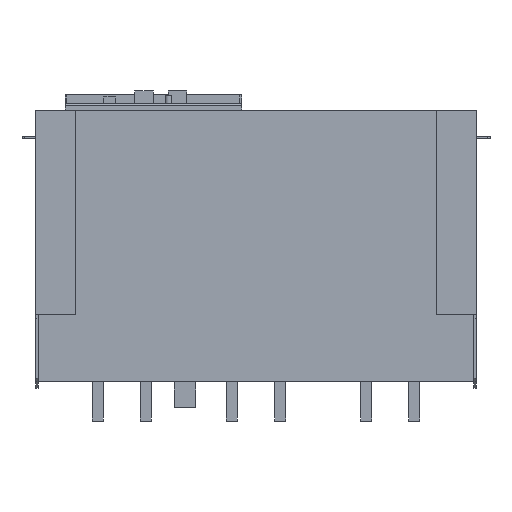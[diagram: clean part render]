
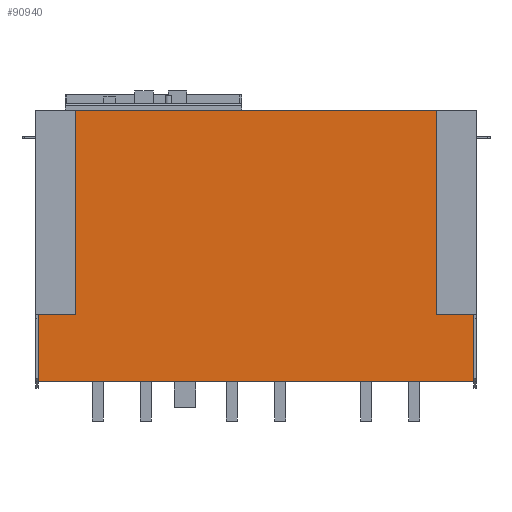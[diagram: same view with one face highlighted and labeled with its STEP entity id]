
A CAD part, front view. The second image highlights one B-rep face of the part: STEP entity #90940.
In plain terms, the highlighted planar face has unit normal (0, -1, 0).
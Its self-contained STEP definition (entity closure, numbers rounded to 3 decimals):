
#89390=CARTESIAN_POINT('',(1932.31,195.666,-375.));
#89400=VERTEX_POINT('',#89390);
#89430=CARTESIAN_POINT('',(1932.31,195.666,0.));
#89440=DIRECTION('',(0.,0.,-1.));
#89450=VECTOR('',#89440,1.);
#89460=LINE('',#89430,#89450);
#89470=CARTESIAN_POINT('',(1932.31,195.666,-9.));
#89480=VERTEX_POINT('',#89470);
#89490=EDGE_CURVE('',#89480,#89400,#89460,.T.);
#90180=CARTESIAN_POINT('',(1344.7,195.666,-9.));
#90190=VERTEX_POINT('',#90180);
#90220=CARTESIAN_POINT('',(1344.7,195.666,0.));
#90230=DIRECTION('',(0.,0.,1.));
#90240=VECTOR('',#90230,1.);
#90250=LINE('',#90220,#90240);
#90260=CARTESIAN_POINT('',(1344.7,195.666,-375.));
#90270=VERTEX_POINT('',#90260);
#90280=EDGE_CURVE('',#90270,#90190,#90250,.T.);
#90670=CARTESIAN_POINT('',(0.,195.666,-9.));
#90680=DIRECTION('',(1.,0.,0.));
#90690=VECTOR('',#90680,1.);
#90700=LINE('',#90670,#90690);
#90710=EDGE_CURVE('',#90190,#89480,#90700,.T.);
#90780=CARTESIAN_POINT('',(1658.51,195.666,-345.));
#90790=DIRECTION('',(0.,1.,0.));
#90800=DIRECTION('',(0.,0.,-1.));
#90810=AXIS2_PLACEMENT_3D('',#90780,#90790,#90800);
#90820=PLANE('',#90810);
#90830=ORIENTED_EDGE('',*,*,#89490,.F.);
#90840=CARTESIAN_POINT('',(0.,195.666,-375.));
#90850=DIRECTION('',(1.,0.,0.));
#90860=VECTOR('',#90850,1.);
#90870=LINE('',#90840,#90860);
#90880=EDGE_CURVE('',#90270,#89400,#90870,.T.);
#90890=ORIENTED_EDGE('',*,*,#90880,.T.);
#90900=ORIENTED_EDGE('',*,*,#90280,.F.);
#90910=ORIENTED_EDGE('',*,*,#90710,.F.);
#90920=EDGE_LOOP('',(#90910,#90900,#90890,#90830));
#90930=FACE_OUTER_BOUND('',#90920,.T.);
#90940=ADVANCED_FACE('',(#90930),#90820,.F.);
